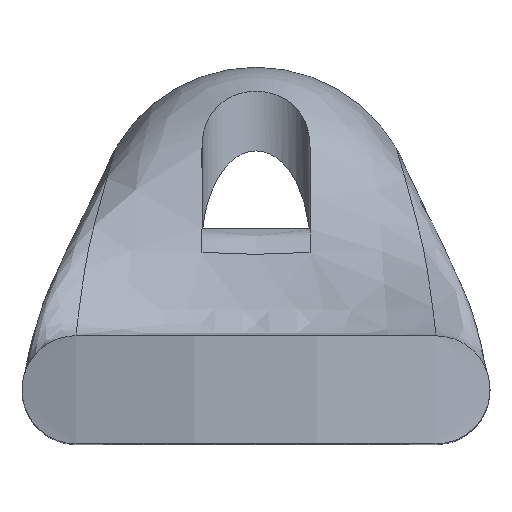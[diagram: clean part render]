
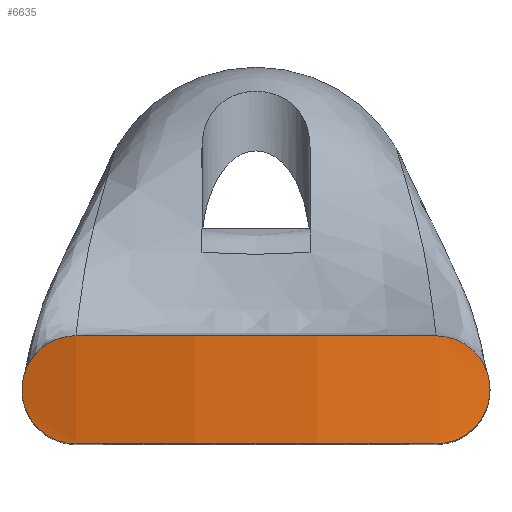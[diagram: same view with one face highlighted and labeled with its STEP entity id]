
A CAD part, top view. The second image highlights one B-rep face of the part: STEP entity #6635.
In plain terms, the highlighted cylindrical face has radius 20 mm (diameter 40 mm), a partial arc.
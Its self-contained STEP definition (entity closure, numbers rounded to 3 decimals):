
#4339=CARTESIAN_POINT('',(-5.0,-3.,22.582));
#4340=VERTEX_POINT('',#4339);
#4349=CARTESIAN_POINT('',(5.0,-3.,22.582));
#4350=VERTEX_POINT('',#4349);
#4351=CARTESIAN_POINT('',(0.,-3.,3.217));
#4352=DIRECTION('',(0.0,-1.,0.0));
#4353=DIRECTION('',(-0.325,0.0,0.946));
#4354=AXIS2_PLACEMENT_3D('',#4351,#4352,#4353);
#4355=CIRCLE('',#4354,20.0);
#4356=EDGE_CURVE('',#4350,#4340,#4355,.T.);
#6560=CARTESIAN_POINT('',(0.,-6.,3.217));
#6561=DIRECTION('',(0.0,1.0,0.0));
#6562=DIRECTION('',(-0.325,0.0,0.946));
#6563=AXIS2_PLACEMENT_3D('',#6560,#6561,#6562);
#6564=CYLINDRICAL_SURFACE('',#6563,20.);
#6565=CARTESIAN_POINT('',(-5.0,-6.,22.582));
#6566=VERTEX_POINT('',#6565);
#6567=CARTESIAN_POINT('',(-6.5,-4.5,22.131));
#6568=VERTEX_POINT('',#6567);
#6569=CARTESIAN_POINT('',(-5.,-6.,22.582));
#6570=CARTESIAN_POINT('',(-5.19,-6.,22.533));
#6571=CARTESIAN_POINT('',(-5.393,-5.962,22.477));
#6572=CARTESIAN_POINT('',(-5.765,-5.806,22.369));
#6573=CARTESIAN_POINT('',(-5.935,-5.689,22.317));
#6574=CARTESIAN_POINT('',(-6.198,-5.421,22.233));
#6575=CARTESIAN_POINT('',(-6.311,-5.255,22.195));
#6576=CARTESIAN_POINT('',(-6.462,-4.888,22.144));
#6577=CARTESIAN_POINT('',(-6.5,-4.688,22.131));
#6578=CARTESIAN_POINT('',(-6.5,-4.5,22.131));
#6579=B_SPLINE_CURVE_WITH_KNOTS('',3,(#6569,#6570,#6571,#6572,#6573,#6574,#6575,#6576,#6577,#6578),.UNSPECIFIED.,.F.,.U.,(4,2,2,2,4),(0.229,0.288,0.347,0.403,0.46),.UNSPECIFIED.);
#6580=EDGE_CURVE('',#6566,#6568,#6579,.T.);
#6581=ORIENTED_EDGE('',*,*,#6580,.F.);
#6582=CARTESIAN_POINT('',(5.0,-6.,22.582));
#6583=VERTEX_POINT('',#6582);
#6584=CARTESIAN_POINT('',(0.,-6.,3.217));
#6585=DIRECTION('',(0.0,1.,0.0));
#6586=DIRECTION('',(-0.325,0.0,0.946));
#6587=AXIS2_PLACEMENT_3D('',#6584,#6585,#6586);
#6588=CIRCLE('',#6587,20.0);
#6589=EDGE_CURVE('',#6566,#6583,#6588,.T.);
#6590=ORIENTED_EDGE('',*,*,#6589,.T.);
#6591=CARTESIAN_POINT('',(6.5,-4.5,22.131));
#6592=VERTEX_POINT('',#6591);
#6593=CARTESIAN_POINT('',(6.5,-4.5,22.131));
#6594=CARTESIAN_POINT('',(6.5,-4.688,22.131));
#6595=CARTESIAN_POINT('',(6.462,-4.888,22.144));
#6596=CARTESIAN_POINT('',(6.311,-5.255,22.195));
#6597=CARTESIAN_POINT('',(6.198,-5.421,22.233));
#6598=CARTESIAN_POINT('',(5.935,-5.689,22.317));
#6599=CARTESIAN_POINT('',(5.765,-5.806,22.369));
#6600=CARTESIAN_POINT('',(5.393,-5.962,22.477));
#6601=CARTESIAN_POINT('',(5.19,-6.,22.533));
#6602=CARTESIAN_POINT('',(5.0,-6.,22.582));
#6603=B_SPLINE_CURVE_WITH_KNOTS('',3,(#6593,#6594,#6595,#6596,#6597,#6598,#6599,#6600,#6601,#6602),.UNSPECIFIED.,.F.,.U.,(4,2,2,2,4),(0.46,0.516,0.573,0.632,0.691),.UNSPECIFIED.);
#6604=EDGE_CURVE('',#6592,#6583,#6603,.T.);
#6605=ORIENTED_EDGE('',*,*,#6604,.F.);
#6606=CARTESIAN_POINT('',(5.,-3.0,22.582));
#6607=CARTESIAN_POINT('',(5.19,-3.0,22.533));
#6608=CARTESIAN_POINT('',(5.393,-3.038,22.477));
#6609=CARTESIAN_POINT('',(5.765,-3.194,22.369));
#6610=CARTESIAN_POINT('',(5.935,-3.311,22.317));
#6611=CARTESIAN_POINT('',(6.198,-3.579,22.233));
#6612=CARTESIAN_POINT('',(6.311,-3.745,22.195));
#6613=CARTESIAN_POINT('',(6.462,-4.112,22.144));
#6614=CARTESIAN_POINT('',(6.5,-4.312,22.131));
#6615=CARTESIAN_POINT('',(6.5,-4.5,22.131));
#6616=B_SPLINE_CURVE_WITH_KNOTS('',3,(#6606,#6607,#6608,#6609,#6610,#6611,#6612,#6613,#6614,#6615),.UNSPECIFIED.,.F.,.U.,(4,2,2,2,4),(0.689,0.748,0.806,0.863,0.919),.UNSPECIFIED.);
#6617=EDGE_CURVE('',#4350,#6592,#6616,.T.);
#6618=ORIENTED_EDGE('',*,*,#6617,.F.);
#6619=ORIENTED_EDGE('',*,*,#4356,.T.);
#6620=CARTESIAN_POINT('',(-6.5,-4.5,22.131));
#6621=CARTESIAN_POINT('',(-6.5,-4.312,22.131));
#6622=CARTESIAN_POINT('',(-6.462,-4.112,22.144));
#6623=CARTESIAN_POINT('',(-6.311,-3.745,22.195));
#6624=CARTESIAN_POINT('',(-6.198,-3.579,22.233));
#6625=CARTESIAN_POINT('',(-5.935,-3.311,22.317));
#6626=CARTESIAN_POINT('',(-5.765,-3.194,22.369));
#6627=CARTESIAN_POINT('',(-5.393,-3.038,22.477));
#6628=CARTESIAN_POINT('',(-5.19,-3.0,22.533));
#6629=CARTESIAN_POINT('',(-5.,-3.0,22.582));
#6630=B_SPLINE_CURVE_WITH_KNOTS('',3,(#6620,#6621,#6622,#6623,#6624,#6625,#6626,#6627,#6628,#6629),.UNSPECIFIED.,.F.,.U.,(4,2,2,2,4),(0.919,0.976,1.032,1.091,1.15),.UNSPECIFIED.);
#6631=EDGE_CURVE('',#6568,#4340,#6630,.T.);
#6632=ORIENTED_EDGE('',*,*,#6631,.F.);
#6633=EDGE_LOOP('',(#6581,#6590,#6605,#6618,#6619,#6632));
#6634=FACE_OUTER_BOUND('',#6633,.T.);
#6635=ADVANCED_FACE('',(#6634),#6564,.T.);
